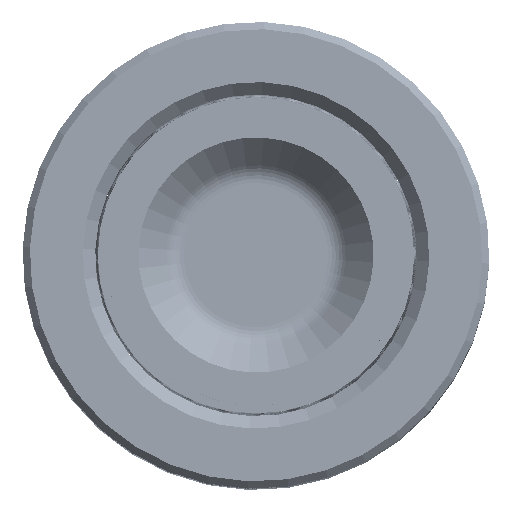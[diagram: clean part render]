
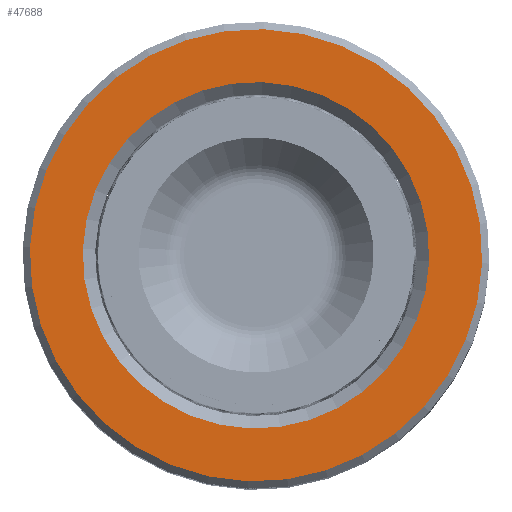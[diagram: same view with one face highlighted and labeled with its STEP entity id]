
A CAD part, top view. The second image highlights one B-rep face of the part: STEP entity #47688.
In plain terms, the highlighted planar face has unit normal (0, 0, 1).
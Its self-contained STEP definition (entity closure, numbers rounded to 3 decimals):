
#1400 = CARTESIAN_POINT ( 'NONE',  ( 16.7, 0., 80. ) ) ;
#3813 = VERTEX_POINT ( 'NONE', #60594 ) ;
#5102 = CIRCLE ( 'NONE', #22718, 16.7 ) ;
#5424 = DIRECTION ( 'NONE',  ( 1., 0., 0. ) ) ;
#6031 = CIRCLE ( 'NONE', #17504, 21.8 ) ;
#6846 = DIRECTION ( 'NONE',  ( 0., 0., -1. ) ) ;
#8936 = CARTESIAN_POINT ( 'NONE',  ( 0., 0., 80. ) ) ;
#16467 = DIRECTION ( 'NONE',  ( 1., 0., 0. ) ) ;
#17106 = VERTEX_POINT ( 'NONE', #1400 ) ;
#17504 = AXIS2_PLACEMENT_3D ( 'NONE', #32215, #52406, #31989 ) ;
#18681 = EDGE_LOOP ( 'NONE', ( #57868, #29040 ) ) ;
#21413 = DIRECTION ( 'NONE',  ( 0., 0., 1. ) ) ;
#22718 = AXIS2_PLACEMENT_3D ( 'NONE', #8936, #50189, #45176 ) ;
#26271 = FACE_BOUND ( 'NONE', #18681, .T. ) ;
#26622 = AXIS2_PLACEMENT_3D ( 'NONE', #42054, #21413, #16467 ) ;
#27618 = EDGE_CURVE ( 'NONE', #49310, #48510, #50592, .T. ) ;
#28805 = ORIENTED_EDGE ( 'NONE', *, *, #27618, .T. ) ;
#29040 = ORIENTED_EDGE ( 'NONE', *, *, #51707, .T. ) ;
#31168 = FACE_OUTER_BOUND ( 'NONE', #31308, .T. ) ;
#31308 = EDGE_LOOP ( 'NONE', ( #28805, #37583 ) ) ;
#31989 = DIRECTION ( 'NONE',  ( 1., 0., 0. ) ) ;
#32215 = CARTESIAN_POINT ( 'NONE',  ( 0., 0., 80. ) ) ;
#36543 = CIRCLE ( 'NONE', #62453, 16.7 ) ;
#37583 = ORIENTED_EDGE ( 'NONE', *, *, #48413, .T. ) ;
#42054 = CARTESIAN_POINT ( 'NONE',  ( 0., 0., 80. ) ) ;
#42838 = CARTESIAN_POINT ( 'NONE',  ( 21.8, 0., 80. ) ) ;
#43539 = DIRECTION ( 'NONE',  ( 1., 0., 0. ) ) ;
#45176 = DIRECTION ( 'NONE',  ( 1., 0., 0. ) ) ;
#47287 = CARTESIAN_POINT ( 'NONE',  ( -21.8, 0., 80. ) ) ;
#47688 = ADVANCED_FACE ( 'NONE', ( #31168, #26271 ), #64681, .T. ) ;
#48413 = EDGE_CURVE ( 'NONE', #48510, #49310, #6031, .T. ) ;
#48510 = VERTEX_POINT ( 'NONE', #42838 ) ;
#49310 = VERTEX_POINT ( 'NONE', #47287 ) ;
#50189 = DIRECTION ( 'NONE',  ( 0., 0., -1. ) ) ;
#50592 = CIRCLE ( 'NONE', #54275, 21.8 ) ;
#51667 = CARTESIAN_POINT ( 'NONE',  ( 0., 0., 80. ) ) ;
#51707 = EDGE_CURVE ( 'NONE', #3813, #17106, #5102, .T. ) ;
#52406 = DIRECTION ( 'NONE',  ( 0., 0., 1. ) ) ;
#54275 = AXIS2_PLACEMENT_3D ( 'NONE', #51667, #57298, #5424 ) ;
#57298 = DIRECTION ( 'NONE',  ( 0., 0., 1. ) ) ;
#57868 = ORIENTED_EDGE ( 'NONE', *, *, #62790, .T. ) ;
#60594 = CARTESIAN_POINT ( 'NONE',  ( -16.7, 0., 80. ) ) ;
#62453 = AXIS2_PLACEMENT_3D ( 'NONE', #63472, #6846, #43539 ) ;
#62790 = EDGE_CURVE ( 'NONE', #17106, #3813, #36543, .T. ) ;
#63472 = CARTESIAN_POINT ( 'NONE',  ( 0., 0., 80. ) ) ;
#64681 = PLANE ( 'NONE',  #26622 ) ;
